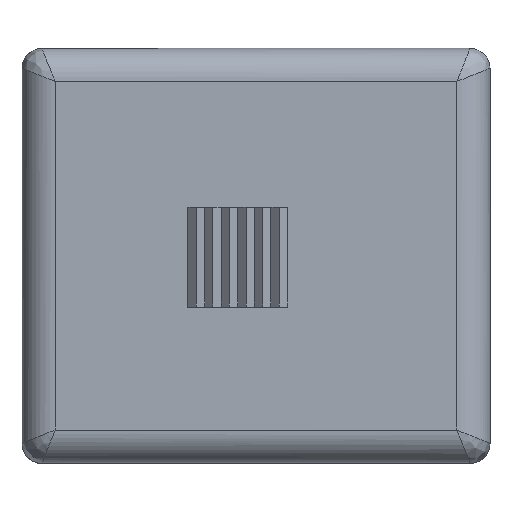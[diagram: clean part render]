
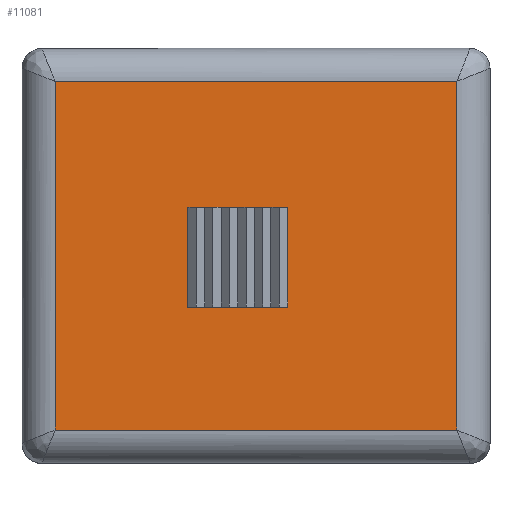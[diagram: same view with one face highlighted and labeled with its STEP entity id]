
A CAD part, top view. The second image highlights one B-rep face of the part: STEP entity #11081.
In plain terms, the highlighted planar face has unit normal (0, 0, 1).
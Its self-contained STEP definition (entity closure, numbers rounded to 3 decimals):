
#3934=DIRECTION('',(0.,1.,0.));
#3935=VECTOR('',#3934,10.5);
#3936=CARTESIAN_POINT('',(12.3,-11.5,7.45));
#3937=LINE('',#3936,#3935);
#3956=CARTESIAN_POINT('',(12.3,-1.,7.45));
#3958=DIRECTION('',(-1.,0.,0.));
#3959=VECTOR('',#3958,12.1);
#3960=CARTESIAN_POINT('',(12.3,-1.,7.45));
#3961=LINE('',#3960,#3959);
#3993=CARTESIAN_POINT('',(0.2,-1.,7.45));
#3995=DIRECTION('',(0.,-1.,0.));
#3996=VECTOR('',#3995,10.5);
#3997=CARTESIAN_POINT('',(0.2,-1.,7.45));
#3998=LINE('',#3997,#3996);
#4036=DIRECTION('',(1.,0.,0.));
#4037=VECTOR('',#4036,12.1);
#4038=CARTESIAN_POINT('',(0.2,-11.5,7.45));
#4039=LINE('',#4038,#4037);
#4109=DIRECTION('',(0.,-1.,0.));
#4110=VECTOR('',#4109,3.);
#4111=CARTESIAN_POINT('',(7.2,-4.8,7.45));
#4112=LINE('',#4111,#4110);
#4121=DIRECTION('',(-1.,0.,0.));
#4122=VECTOR('',#4121,3.);
#4123=CARTESIAN_POINT('',(7.2,-7.8,7.45));
#4124=LINE('',#4123,#4122);
#4177=DIRECTION('',(0.,1.,0.));
#4178=VECTOR('',#4177,3.);
#4179=CARTESIAN_POINT('',(4.2,-7.8,7.45));
#4180=LINE('',#4179,#4178);
#4189=DIRECTION('',(1.,0.,0.));
#4190=VECTOR('',#4189,3.);
#4191=CARTESIAN_POINT('',(4.2,-4.8,7.45));
#4192=LINE('',#4191,#4190);
#4339=VERTEX_POINT('',#3993);
#4340=CARTESIAN_POINT('',(0.2,-11.5,7.45));
#4341=VERTEX_POINT('',#4340);
#4342=VERTEX_POINT('',#3956);
#4354=CARTESIAN_POINT('',(12.3,-11.5,7.45));
#4355=VERTEX_POINT('',#4354);
#5476=CARTESIAN_POINT('',(7.2,-4.8,7.45));
#5477=CARTESIAN_POINT('',(7.2,-7.8,7.45));
#5478=VERTEX_POINT('',#5476);
#5479=VERTEX_POINT('',#5477);
#5480=CARTESIAN_POINT('',(4.2,-7.8,7.45));
#5481=VERTEX_POINT('',#5480);
#5482=CARTESIAN_POINT('',(4.2,-4.8,7.45));
#5483=VERTEX_POINT('',#5482);
#11057=CARTESIAN_POINT('',(6.25,-6.25,7.45));
#11058=DIRECTION('',(0.,0.,1.));
#11059=DIRECTION('',(1.,0.,0.));
#11060=AXIS2_PLACEMENT_3D('',#11057,#11058,#11059);
#11061=PLANE('',#11060);
#11063=ORIENTED_EDGE('',*,*,#11062,.F.);
#11064=ORIENTED_EDGE('',*,*,#11048,.F.);
#11066=ORIENTED_EDGE('',*,*,#11065,.F.);
#11068=ORIENTED_EDGE('',*,*,#11067,.F.);
#11069=EDGE_LOOP('',(#11063,#11064,#11066,#11068));
#11070=FACE_OUTER_BOUND('',#11069,.F.);
#11072=ORIENTED_EDGE('',*,*,#11071,.F.);
#11074=ORIENTED_EDGE('',*,*,#11073,.F.);
#11076=ORIENTED_EDGE('',*,*,#11075,.F.);
#11078=ORIENTED_EDGE('',*,*,#11077,.F.);
#11079=EDGE_LOOP('',(#11072,#11074,#11076,#11078));
#11080=FACE_BOUND('',#11079,.F.);
#11081=ADVANCED_FACE('',(#11070,#11080),#11061,.T.);
#11048=EDGE_CURVE('',#4355,#4342,#3937,.T.);
#11062=EDGE_CURVE('',#4342,#4339,#3961,.T.);
#11065=EDGE_CURVE('',#4341,#4355,#4039,.T.);
#11067=EDGE_CURVE('',#4339,#4341,#3998,.T.);
#11071=EDGE_CURVE('',#5478,#5479,#4112,.T.);
#11073=EDGE_CURVE('',#5483,#5478,#4192,.T.);
#11075=EDGE_CURVE('',#5481,#5483,#4180,.T.);
#11077=EDGE_CURVE('',#5479,#5481,#4124,.T.);
